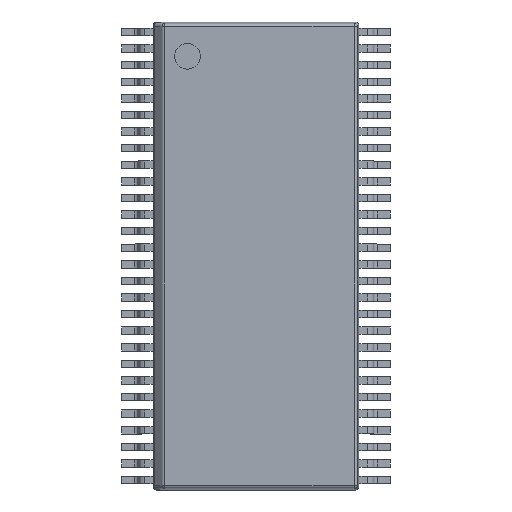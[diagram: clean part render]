
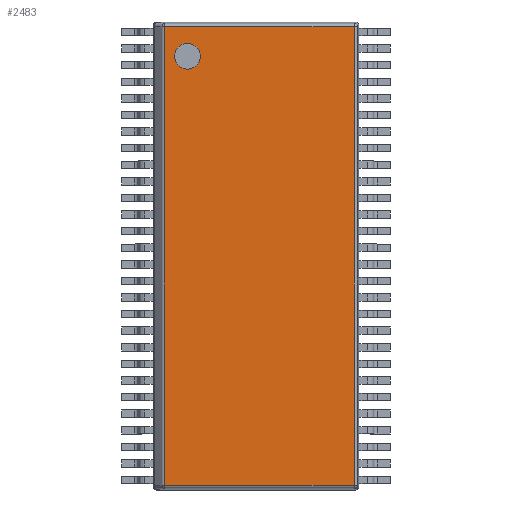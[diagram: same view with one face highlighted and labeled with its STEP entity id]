
A CAD part, top view. The second image highlights one B-rep face of the part: STEP entity #2483.
In plain terms, the highlighted planar face has unit normal (0, 0, 1).
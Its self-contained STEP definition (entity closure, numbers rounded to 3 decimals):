
#2277 = VERTEX_POINT('',#2278);
#2278 = CARTESIAN_POINT('',(6.057,0.143,1.2));
#2285 = EDGE_CURVE('',#2286,#2277,#2288,.T.);
#2286 = VERTEX_POINT('',#2287);
#2287 = CARTESIAN_POINT('',(0.341,0.143,1.2));
#2288 = LINE('',#2289,#2290);
#2289 = CARTESIAN_POINT('',(0.3,0.143,1.2));
#2290 = VECTOR('',#2291,1.);
#2291 = DIRECTION('',(1.,0.,0.));
#2360 = VERTEX_POINT('',#2361);
#2361 = CARTESIAN_POINT('',(0.341,13.957,1.2));
#2368 = EDGE_CURVE('',#2360,#2369,#2371,.T.);
#2369 = VERTEX_POINT('',#2370);
#2370 = CARTESIAN_POINT('',(6.057,13.957,1.2));
#2371 = LINE('',#2372,#2373);
#2372 = CARTESIAN_POINT('',(0.3,13.957,1.2));
#2373 = VECTOR('',#2374,1.);
#2374 = DIRECTION('',(1.,0.,0.));
#2398 = EDGE_CURVE('',#2277,#2369,#2399,.T.);
#2399 = LINE('',#2400,#2401);
#2400 = CARTESIAN_POINT('',(6.057,0.053,1.2));
#2401 = VECTOR('',#2402,1.);
#2402 = DIRECTION('',(0.,1.,0.));
#2483 = ADVANCED_FACE('',(#2484,#2495),#2506,.T.);
#2484 = FACE_BOUND('',#2485,.T.);
#2485 = EDGE_LOOP('',(#2486,#2487,#2493,#2494));
#2486 = ORIENTED_EDGE('',*,*,#2368,.F.);
#2487 = ORIENTED_EDGE('',*,*,#2488,.F.);
#2488 = EDGE_CURVE('',#2286,#2360,#2489,.T.);
#2489 = LINE('',#2490,#2491);
#2490 = CARTESIAN_POINT('',(0.341,0.053,1.2));
#2491 = VECTOR('',#2492,1.);
#2492 = DIRECTION('',(0.,1.,0.));
#2493 = ORIENTED_EDGE('',*,*,#2285,.T.);
#2494 = ORIENTED_EDGE('',*,*,#2398,.T.);
#2495 = FACE_BOUND('',#2496,.T.);
#2496 = EDGE_LOOP('',(#2497));
#2497 = ORIENTED_EDGE('',*,*,#2498,.F.);
#2498 = EDGE_CURVE('',#2499,#2499,#2501,.T.);
#2499 = VERTEX_POINT('',#2500);
#2500 = CARTESIAN_POINT('',(1.421,13.067,1.2));
#2501 = CIRCLE('',#2502,0.388);
#2502 = AXIS2_PLACEMENT_3D('',#2503,#2504,#2505);
#2503 = CARTESIAN_POINT('',(1.033,13.067,1.2));
#2504 = DIRECTION('',(0.,0.,1.));
#2505 = DIRECTION('',(1.,0.,0.));
#2506 = PLANE('',#2507);
#2507 = AXIS2_PLACEMENT_3D('',#2508,#2509,#2510);
#2508 = CARTESIAN_POINT('',(0.,0.,1.2));
#2509 = DIRECTION('',(0.,0.,1.));
#2510 = DIRECTION('',(1.,0.,0.));
